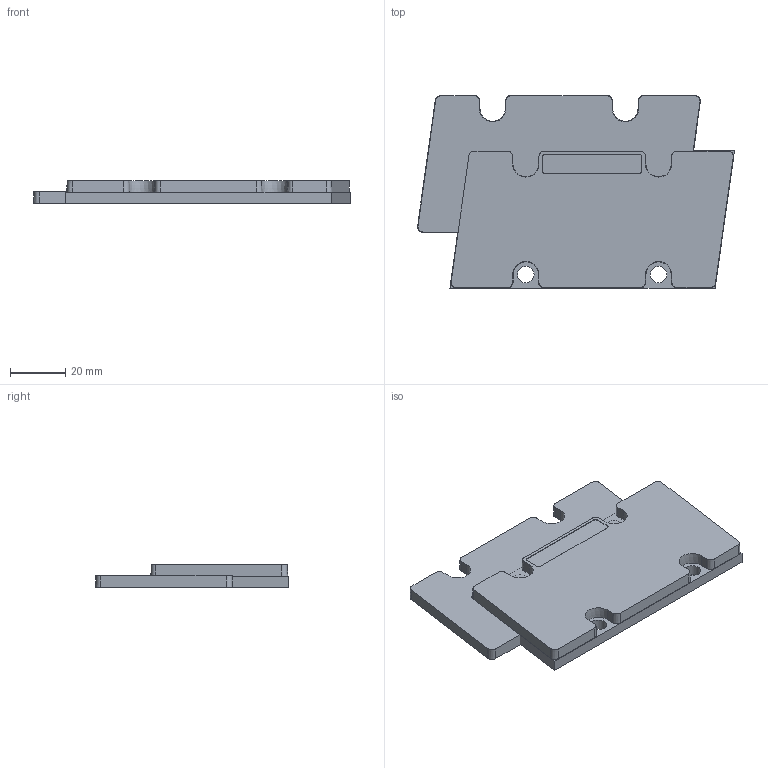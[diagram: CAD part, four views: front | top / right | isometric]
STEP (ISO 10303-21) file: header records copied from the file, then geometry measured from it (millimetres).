
FILE_DESCRIPTION( ( 'Unknown' ), '1' );
FILE_NAME( 'Magnetplate TM096 15052006.stp', 'Unknown', ( 'Unknown' ), ( 'Unknown' ), 'XStep 1.0', 'Unknown', ' ' );
FILE_SCHEMA( ( 'CONFIG_CONTROL_DESIGN' ) );
Length unit declared in the file: millimetre
Products named in the file (18): 4022 368 10053; Assem1; 4022 363 70413; Giethars 096mm; Gravering 096mm
Bounding box: 114.58 x 69.75 x 8.2 mm (x, y, z)
Surface area: 53382 mm2
Topology: 33 solids, 33 shells, 446 faces, 1134 edges, 756 vertices
Faces by surface type: plane 332, extrusion 44, cylinder 38, cone 32
Full cylindrical faces by diameter (mm): 5 x6, 6 x12
Entity records: 7851 total; most frequent: CARTESIAN_POINT 2298, ORIENTED_EDGE 1068, DIRECTION 790, EDGE_CURVE 534, VERTEX_POINT 360, AXIS2_PLACEMENT_3D 269, B_SPLINE_CURVE_WITH_KNOTS 266, VECTOR 252
